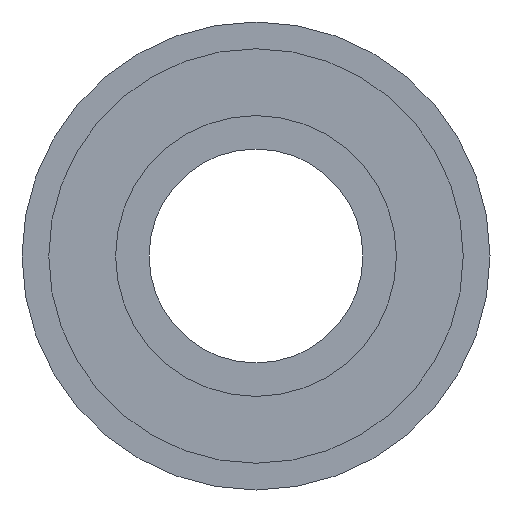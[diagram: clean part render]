
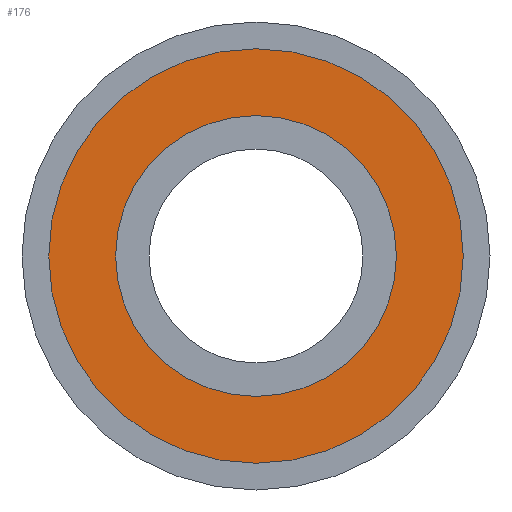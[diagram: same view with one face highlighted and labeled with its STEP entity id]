
A CAD part, front view. The second image highlights one B-rep face of the part: STEP entity #176.
In plain terms, the highlighted planar face has unit normal (0, -1, 0).
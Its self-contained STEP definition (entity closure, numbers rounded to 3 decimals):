
#32=FACE_BOUND('',#68,.T.);
#38=PLANE('',#217);
#50=FACE_OUTER_BOUND('',#67,.T.);
#67=EDGE_LOOP('',(#157));
#68=EDGE_LOOP('',(#158));
#90=CIRCLE('',#212,10.5);
#92=CIRCLE('',#215,15.5);
#102=VERTEX_POINT('',#315);
#104=VERTEX_POINT('',#321);
#119=EDGE_CURVE('',#102,#102,#90,.T.);
#122=EDGE_CURVE('',#104,#104,#92,.T.);
#157=ORIENTED_EDGE('',*,*,#122,.F.);
#158=ORIENTED_EDGE('',*,*,#119,.F.);
#176=ADVANCED_FACE('',(#50,#32),#38,.F.);
#212=AXIS2_PLACEMENT_3D('',#317,#265,#266);
#215=AXIS2_PLACEMENT_3D('',#323,#272,#273);
#217=AXIS2_PLACEMENT_3D('',#325,#276,#277);
#265=DIRECTION('center_axis',(0.,-1.,0.));
#266=DIRECTION('ref_axis',(1.,0.,0.));
#272=DIRECTION('center_axis',(0.,1.,0.));
#273=DIRECTION('ref_axis',(1.,0.,0.));
#276=DIRECTION('center_axis',(0.,1.,0.));
#277=DIRECTION('ref_axis',(1.,0.,0.));
#315=CARTESIAN_POINT('',(-10.5,0.,0.));
#317=CARTESIAN_POINT('Origin',(0.,0.,0.));
#321=CARTESIAN_POINT('',(-15.5,0.,0.));
#323=CARTESIAN_POINT('Origin',(0.,0.,0.));
#325=CARTESIAN_POINT('Origin',(0.,0.,0.));
